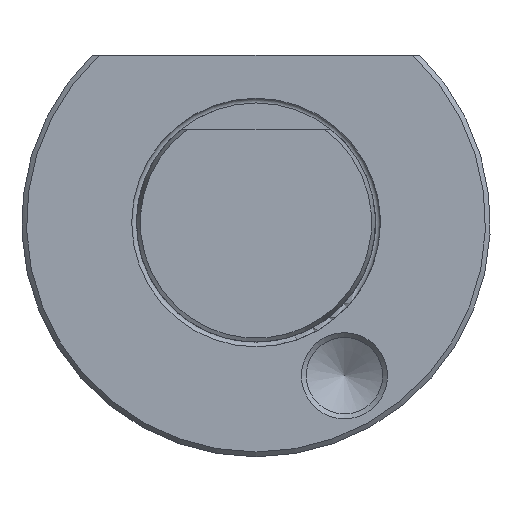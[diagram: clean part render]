
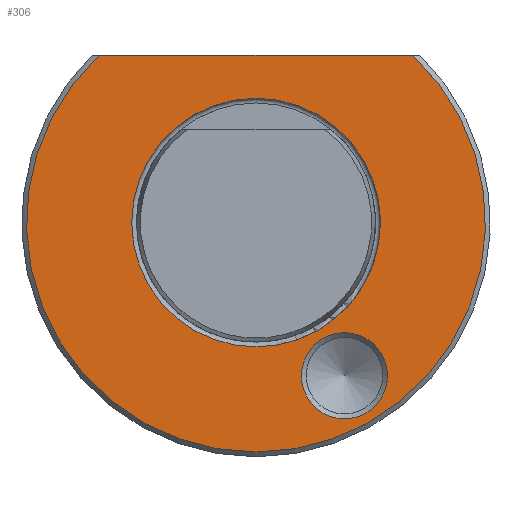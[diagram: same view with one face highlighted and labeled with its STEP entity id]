
A CAD part, left-side view. The second image highlights one B-rep face of the part: STEP entity #306.
In plain terms, the highlighted planar face has unit normal (-1, 0, 0).
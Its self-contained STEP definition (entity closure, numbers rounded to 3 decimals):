
#306 = ADVANCED_FACE( '', ( #645, #646, #647 ), #648, .T. );
#645 = FACE_BOUND( '', #994, .T. );
#646 = FACE_BOUND( '', #995, .T. );
#647 = FACE_OUTER_BOUND( '', #996, .T. );
#648 = PLANE( '', #997 );
#994 = EDGE_LOOP( '', ( #1829 ) );
#995 = EDGE_LOOP( '', ( #1830 ) );
#996 = EDGE_LOOP( '', ( #1831, #1832 ) );
#997 = AXIS2_PLACEMENT_3D( '', #1833, #1834, #1835 );
#1829 = ORIENTED_EDGE( '', *, *, #2102, .T. );
#1830 = ORIENTED_EDGE( '', *, *, #2019, .T. );
#1831 = ORIENTED_EDGE( '', *, *, #2253, .T. );
#1832 = ORIENTED_EDGE( '', *, *, #2249, .T. );
#1833 = CARTESIAN_POINT( '', ( 50.771, 0., 0. ) );
#1834 = DIRECTION( '', ( -1., 0., 0. ) );
#1835 = DIRECTION( '', ( 0., 0., 1. ) );
#2019 = EDGE_CURVE( '', #2417, #2417, #2418, .F. );
#2102 = EDGE_CURVE( '', #2556, #2556, #2557, .F. );
#2249 = EDGE_CURVE( '', #2758, #2760, #2762, .T. );
#2253 = EDGE_CURVE( '', #2760, #2758, #2766, .T. );
#2417 = VERTEX_POINT( '', #3071 );
#2418 = CIRCLE( '', #3072, 26. );
#2556 = VERTEX_POINT( '', #3385 );
#2557 = CIRCLE( '', #3386, 9. );
#2758 = VERTEX_POINT( '', #3709 );
#2760 = VERTEX_POINT( '', #3714 );
#2762 = CIRCLE( '', #3719, 48. );
#2766 = LINE( '', #3724, #3725 );
#3071 = CARTESIAN_POINT( '', ( 50.771, 0., 26. ) );
#3072 = AXIS2_PLACEMENT_3D( '', #3865, #3866, #3867 );
#3385 = CARTESIAN_POINT( '', ( 50.771, -18.5, -23.043 ) );
#3386 = AXIS2_PLACEMENT_3D( '', #3974, #3975, #3976 );
#3709 = CARTESIAN_POINT( '', ( 50.771, 32.848, 35. ) );
#3714 = CARTESIAN_POINT( '', ( 50.771, -32.848, 35. ) );
#3719 = AXIS2_PLACEMENT_3D( '', #4182, #4183, #4184 );
#3724 = CARTESIAN_POINT( '', ( 50.771, -34.293, 35. ) );
#3725 = VECTOR( '', #4186, 1000. );
#3865 = CARTESIAN_POINT( '', ( 50.771, 0., 0. ) );
#3866 = DIRECTION( '', ( -1., 0., 0. ) );
#3867 = DIRECTION( '', ( 0., 0., 1. ) );
#3974 = CARTESIAN_POINT( '', ( 50.771, -18.5, -32.043 ) );
#3975 = DIRECTION( '', ( -1., 0., 0. ) );
#3976 = DIRECTION( '', ( 0., 0., 1. ) );
#4182 = CARTESIAN_POINT( '', ( 50.771, 0., 0. ) );
#4183 = DIRECTION( '', ( -1., 0., 0. ) );
#4184 = DIRECTION( '', ( 0., 0., 1. ) );
#4186 = DIRECTION( '', ( 0., 1., 0. ) );
